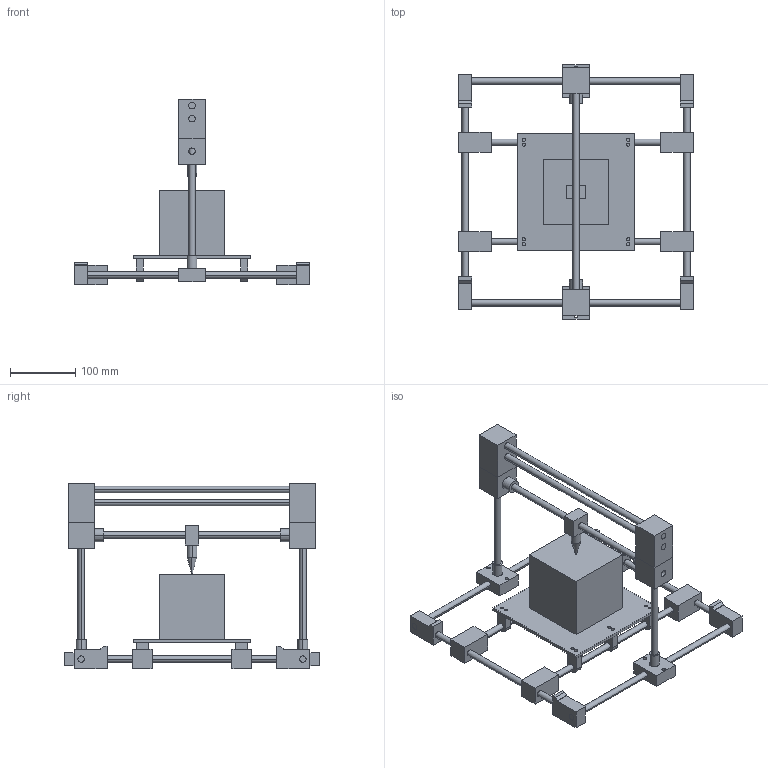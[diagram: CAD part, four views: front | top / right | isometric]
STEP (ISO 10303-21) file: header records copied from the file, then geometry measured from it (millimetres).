
FILE_DESCRIPTION(('CATIA V5 STEP Exchange'),'2;1');
FILE_NAME('Prototipo3.stp','2016-05-01T18:45:49+00:00',('none'),('none'),'CATIA Version 5 Release 19 SP 2 (IN-10)','CATIA V5 STEP AP203','none');
FILE_SCHEMA(('CONFIG_CONTROL_DESIGN'));
Length unit declared in the file: millimetre
Products named in the file (1): Prototipo_3
Assembly tree (34 placements, depth 2):
  Prototipo_3
    #58
    #269
    #1224  x6
    #1676  x2
    #1795  x4
    #2151  x2
    #2255  x4
    #2680  x2
    #2844  x2
    #3366  x2
    #3485  x2
    #3876  x2
    #3995  x2
    #4609
    #4713
Bounding box: 360 x 390 x 285 mm (x, y, z)
Volume: 2134003.6 mm3; surface area: 406248.5 mm2
Topology: 34 solids, 34 shells, 377 faces, 830 edges, 547 vertices
Faces by surface type: plane 195, cylinder 180, cone 2
Entity records: 4993 total; most frequent: CARTESIAN_POINT 910, DIRECTION 731, ORIENTED_EDGE 722, EDGE_CURVE 361, AXIS2_PLACEMENT_3D 343, VERTEX_POINT 236, EDGE_LOOP 217, VECTOR 203
